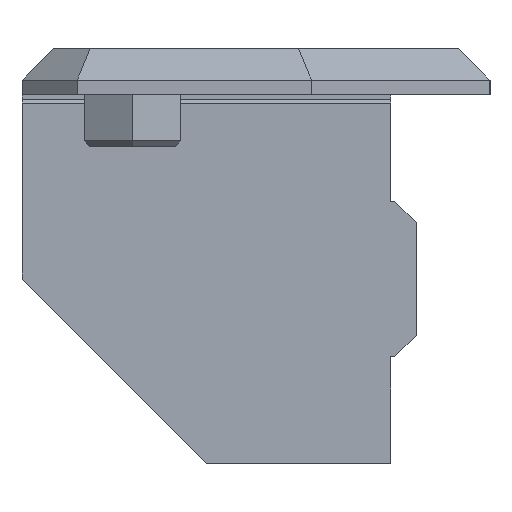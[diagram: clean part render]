
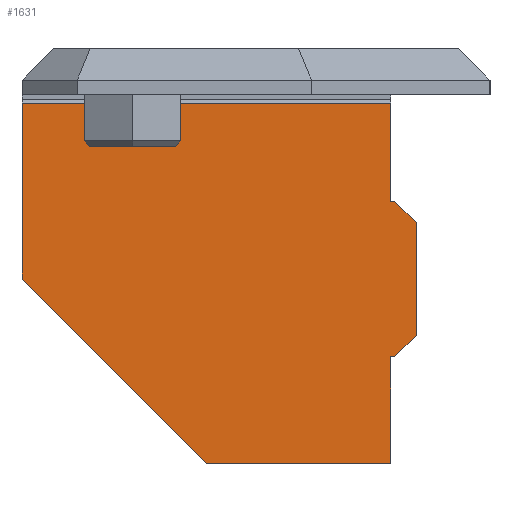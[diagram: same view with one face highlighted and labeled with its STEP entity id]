
A CAD part, front view. The second image highlights one B-rep face of the part: STEP entity #1631.
In plain terms, the highlighted planar face has unit normal (0, -1, 0).
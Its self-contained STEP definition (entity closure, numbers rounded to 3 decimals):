
#55=FACE_OUTER_BOUND('',#154,.T.);
#154=EDGE_LOOP('',(#1132,#1133,#1134,#1135,#1136,#1137,#1138,#1139,#1140,
#1141,#1142));
#259=LINE('',#2316,#479);
#286=LINE('',#2376,#506);
#292=LINE('',#2388,#512);
#293=LINE('',#2391,#513);
#294=LINE('',#2393,#514);
#295=LINE('',#2395,#515);
#296=LINE('',#2397,#516);
#297=LINE('',#2399,#517);
#298=LINE('',#2401,#518);
#299=LINE('',#2403,#519);
#300=LINE('',#2404,#520);
#479=VECTOR('',#1867,10.);
#506=VECTOR('',#1916,10.);
#512=VECTOR('',#1924,10.);
#513=VECTOR('',#1927,10.);
#514=VECTOR('',#1928,10.);
#515=VECTOR('',#1929,10.);
#516=VECTOR('',#1930,10.);
#517=VECTOR('',#1931,10.);
#518=VECTOR('',#1932,10.);
#519=VECTOR('',#1933,10.);
#520=VECTOR('',#1934,10.);
#697=VERTEX_POINT('',#2313);
#698=VERTEX_POINT('',#2315);
#720=VERTEX_POINT('',#2374);
#725=VERTEX_POINT('',#2386);
#726=VERTEX_POINT('',#2390);
#727=VERTEX_POINT('',#2392);
#728=VERTEX_POINT('',#2394);
#729=VERTEX_POINT('',#2396);
#730=VERTEX_POINT('',#2398);
#731=VERTEX_POINT('',#2400);
#732=VERTEX_POINT('',#2402);
#847=EDGE_CURVE('',#698,#697,#259,.T.);
#877=EDGE_CURVE('',#720,#697,#286,.T.);
#883=EDGE_CURVE('',#725,#720,#292,.T.);
#884=EDGE_CURVE('',#726,#725,#293,.T.);
#885=EDGE_CURVE('',#727,#726,#294,.T.);
#886=EDGE_CURVE('',#728,#727,#295,.T.);
#887=EDGE_CURVE('',#729,#728,#296,.T.);
#888=EDGE_CURVE('',#730,#729,#297,.T.);
#889=EDGE_CURVE('',#731,#730,#298,.T.);
#890=EDGE_CURVE('',#732,#731,#299,.T.);
#891=EDGE_CURVE('',#732,#698,#300,.T.);
#1132=ORIENTED_EDGE('',*,*,#877,.F.);
#1133=ORIENTED_EDGE('',*,*,#883,.F.);
#1134=ORIENTED_EDGE('',*,*,#884,.F.);
#1135=ORIENTED_EDGE('',*,*,#885,.F.);
#1136=ORIENTED_EDGE('',*,*,#886,.F.);
#1137=ORIENTED_EDGE('',*,*,#887,.F.);
#1138=ORIENTED_EDGE('',*,*,#888,.F.);
#1139=ORIENTED_EDGE('',*,*,#889,.F.);
#1140=ORIENTED_EDGE('',*,*,#890,.F.);
#1141=ORIENTED_EDGE('',*,*,#891,.T.);
#1142=ORIENTED_EDGE('',*,*,#847,.T.);
#1537=PLANE('',#1752);
#1631=ADVANCED_FACE('',(#55),#1537,.T.);
#1752=AXIS2_PLACEMENT_3D('',#2389,#1925,#1926);
#1867=DIRECTION('',(0.,0.,-1.));
#1916=DIRECTION('',(-0.707,0.,0.707));
#1924=DIRECTION('',(-1.,0.,0.));
#1925=DIRECTION('center_axis',(0.,-1.,0.));
#1926=DIRECTION('ref_axis',(-1.,0.,0.));
#1927=DIRECTION('',(0.,0.,-1.));
#1928=DIRECTION('',(-1.,0.,0.));
#1929=DIRECTION('',(-0.707,0.,-0.707));
#1930=DIRECTION('',(0.,0.,-1.));
#1931=DIRECTION('',(0.707,0.,-0.707));
#1932=DIRECTION('',(1.,0.,0.));
#1933=DIRECTION('',(0.,0.,-1.));
#1934=DIRECTION('',(-1.,0.,0.));
#2313=CARTESIAN_POINT('',(0.,14.55,-10.));
#2315=CARTESIAN_POINT('',(0.,14.55,-0.45));
#2316=CARTESIAN_POINT('',(0.,14.55,0.));
#2374=CARTESIAN_POINT('',(10.,14.55,-20.));
#2376=CARTESIAN_POINT('',(5.,14.55,-15.));
#2386=CARTESIAN_POINT('',(20.,14.55,-20.));
#2388=CARTESIAN_POINT('',(0.,14.55,-20.));
#2389=CARTESIAN_POINT('Origin',(20.,14.55,0.));
#2390=CARTESIAN_POINT('',(20.,14.55,-14.225));
#2391=CARTESIAN_POINT('',(20.,14.55,0.));
#2392=CARTESIAN_POINT('',(20.225,14.55,-14.225));
#2393=CARTESIAN_POINT('',(20.35,14.55,-14.225));
#2394=CARTESIAN_POINT('',(21.4,14.55,-13.05));
#2395=CARTESIAN_POINT('',(21.4,14.55,-13.05));
#2396=CARTESIAN_POINT('',(21.4,14.55,-6.95));
#2397=CARTESIAN_POINT('',(21.4,14.55,-11.525));
#2398=CARTESIAN_POINT('',(20.225,14.55,-5.775));
#2399=CARTESIAN_POINT('',(21.988,14.55,-7.538));
#2400=CARTESIAN_POINT('',(20.,14.55,-5.775));
#2401=CARTESIAN_POINT('',(20.463,14.55,-5.775));
#2402=CARTESIAN_POINT('',(20.,14.55,-0.45));
#2403=CARTESIAN_POINT('',(20.,14.55,0.));
#2404=CARTESIAN_POINT('',(10.,14.55,-0.45));
